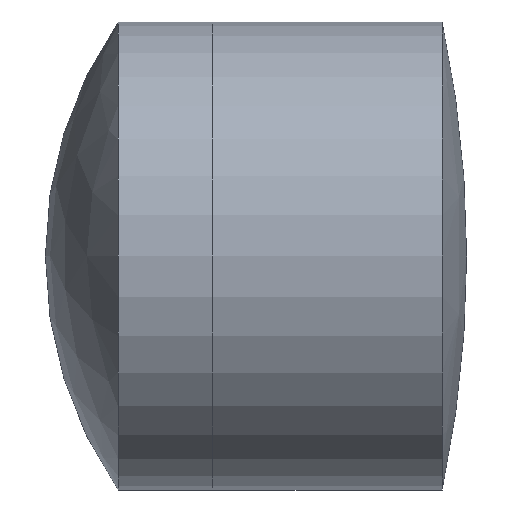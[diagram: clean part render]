
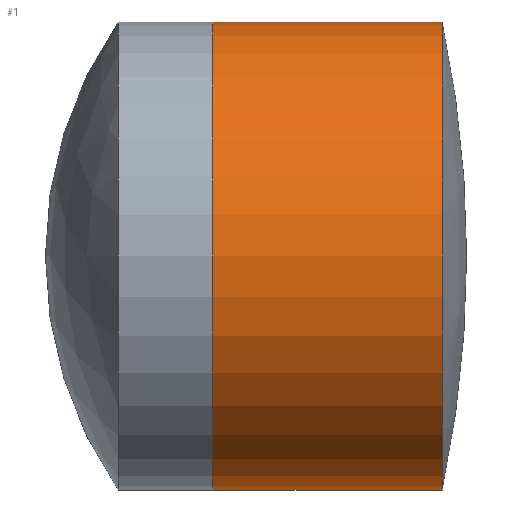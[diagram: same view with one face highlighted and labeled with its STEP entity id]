
A CAD part, front view. The second image highlights one B-rep face of the part: STEP entity #1.
In plain terms, the highlighted cylindrical face has radius 2 mm (diameter 4 mm), a partial arc.
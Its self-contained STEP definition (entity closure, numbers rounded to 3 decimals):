
#1 = ADVANCED_FACE ( 'NONE', ( #178 ), #35, .T. ) ;
#11 = CARTESIAN_POINT ( 'NONE',  ( 1.306, 0., 0. ) ) ;
#16 = VERTEX_POINT ( 'NONE', #154 ) ;
#20 = AXIS2_PLACEMENT_3D ( 'NONE', #11, #180, #227 ) ;
#35 = CYLINDRICAL_SURFACE ( 'NONE', #36, 2. ) ;
#36 = AXIS2_PLACEMENT_3D ( 'NONE', #149, #203, #62 ) ;
#43 = LINE ( 'NONE', #70, #124 ) ;
#46 = EDGE_CURVE ( 'NONE', #156, #16, #185, .T. ) ;
#50 = VECTOR ( 'NONE', #331, 1000. ) ;
#59 = EDGE_CURVE ( 'NONE', #259, #16, #43, .T. ) ;
#62 = DIRECTION ( 'NONE',  ( 0., 0., 1. ) ) ;
#66 = DIRECTION ( 'NONE',  ( -1., 0., 0. ) ) ;
#70 = CARTESIAN_POINT ( 'NONE',  ( -0.552, 0., 2. ) ) ;
#77 = LINE ( 'NONE', #164, #50 ) ;
#78 = EDGE_CURVE ( 'NONE', #134, #259, #258, .T. ) ;
#81 = CARTESIAN_POINT ( 'NONE',  ( 3.265, 0., 2. ) ) ;
#83 = ORIENTED_EDGE ( 'NONE', *, *, #59, .T. ) ;
#122 = AXIS2_PLACEMENT_3D ( 'NONE', #226, #127, #294 ) ;
#124 = VECTOR ( 'NONE', #66, 1000. ) ;
#127 = DIRECTION ( 'NONE',  ( -1., 0., 0. ) ) ;
#134 = VERTEX_POINT ( 'NONE', #241 ) ;
#141 = ORIENTED_EDGE ( 'NONE', *, *, #46, .F. ) ;
#142 = CARTESIAN_POINT ( 'NONE',  ( 1.306, 0., -2. ) ) ;
#149 = CARTESIAN_POINT ( 'NONE',  ( -0.552, 0., 0. ) ) ;
#151 = EDGE_LOOP ( 'NONE', ( #296, #290, #83, #141 ) ) ;
#154 = CARTESIAN_POINT ( 'NONE',  ( 1.306, 0., 2. ) ) ;
#156 = VERTEX_POINT ( 'NONE', #142 ) ;
#164 = CARTESIAN_POINT ( 'NONE',  ( -0.552, 0., -2. ) ) ;
#178 = FACE_OUTER_BOUND ( 'NONE', #151, .T. ) ;
#180 = DIRECTION ( 'NONE',  ( -1., 0., 0. ) ) ;
#185 = CIRCLE ( 'NONE', #20, 2. ) ;
#203 = DIRECTION ( 'NONE',  ( -1., 0., 0. ) ) ;
#226 = CARTESIAN_POINT ( 'NONE',  ( 3.265, 0., 0. ) ) ;
#227 = DIRECTION ( 'NONE',  ( 0., 0., 1. ) ) ;
#241 = CARTESIAN_POINT ( 'NONE',  ( 3.265, 0., -2. ) ) ;
#254 = EDGE_CURVE ( 'NONE', #134, #156, #77, .T. ) ;
#258 = CIRCLE ( 'NONE', #122, 2. ) ;
#259 = VERTEX_POINT ( 'NONE', #81 ) ;
#290 = ORIENTED_EDGE ( 'NONE', *, *, #78, .T. ) ;
#294 = DIRECTION ( 'NONE',  ( 0., 0., 1. ) ) ;
#296 = ORIENTED_EDGE ( 'NONE', *, *, #254, .F. ) ;
#331 = DIRECTION ( 'NONE',  ( -1., 0., 0. ) ) ;
